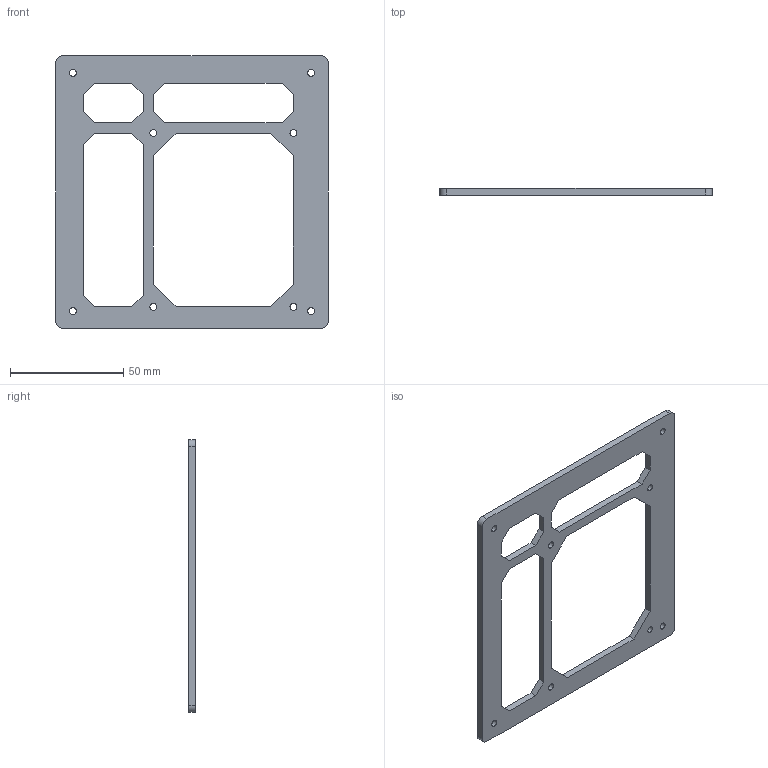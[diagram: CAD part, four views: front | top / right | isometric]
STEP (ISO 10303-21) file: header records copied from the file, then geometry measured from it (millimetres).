
FILE_DESCRIPTION (( 'STEP AP214' ), '1' );
FILE_NAME ('3Dprint_Acrylic_120mm_fan_2.5_drive_bracket.STEP', '2023-06-14T08:38:45', ( '' ), ( '' ), 'SwSTEP 2.0', 'SolidWorks 2021', '' );
FILE_SCHEMA (( 'AUTOMOTIVE_DESIGN' ));
Length unit declared in the file: millimetre
Products named in the file (1): 3Dprint_Acrylic_120mm_fan_2.5_drive_bracket
Bounding box: 120 x 3 x 120 mm (x, y, z)
Volume: 19162.6 mm3; surface area: 16437.5 mm2
Topology: 1 solids, 1 shells, 58 faces, 168 edges, 112 vertices
Faces by surface type: plane 38, cylinder 20
Entity records: 1994 total; most frequent: CARTESIAN_POINT 339, ORIENTED_EDGE 336, DIRECTION 326, EDGE_CURVE 168, LINE 128, VECTOR 128, VERTEX_POINT 112, AXIS2_PLACEMENT_3D 99
